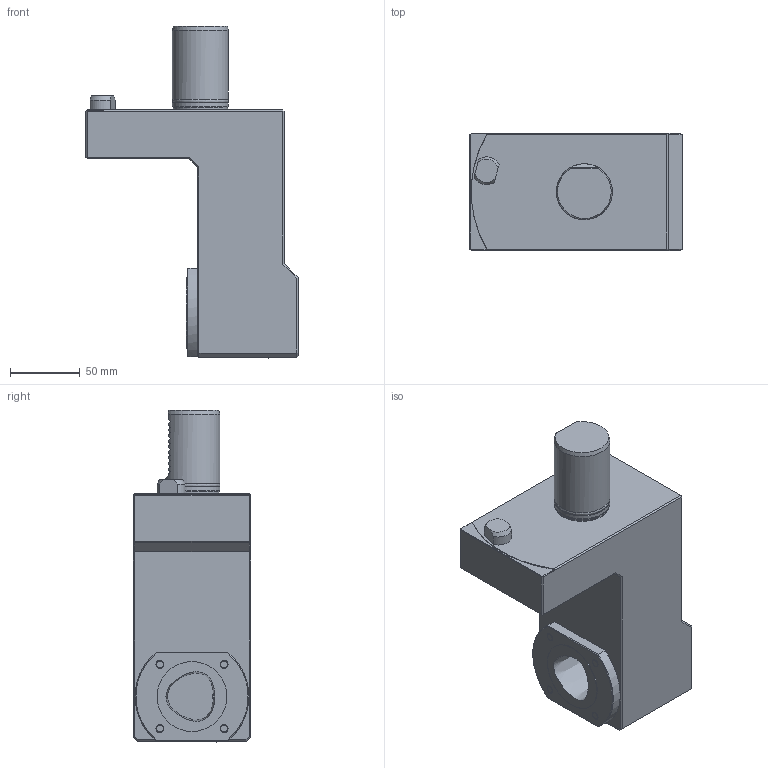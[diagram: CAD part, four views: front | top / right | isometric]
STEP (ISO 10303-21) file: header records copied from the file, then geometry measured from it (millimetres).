
FILE_DESCRIPTION(/* description */ (''),/* implementation_level */ '2;1');
FILE_NAME(/* name */ '1618581994967.stp',/* time_stamp */ '2021-04-16T16:06:42+02:00',/* author */ (''),/* organization */ ('SMS'),/* preprocessor_version */ 'ST-DEVELOPER v16.7',/* originating_system */ 'SIEMENS PLM Software NX 12.0',/* authorisation */ '');
FILE_SCHEMA (('AUTOMOTIVE_DESIGN { 1 0 10303 214 3 1 1 1 }'));
Length unit declared in the file: millimetre
Products named in the file (1): 203494349mod000_00
Bounding box: 152 x 84 x 237.55 mm (x, y, z)
Volume: 1291797.9 mm3; surface area: 96577.3 mm2
Topology: 1 solids, 1 shells, 136 faces, 319 edges, 202 vertices
Faces by surface type: plane 100, cylinder 22, sphere 5, cone 5, bspline 2, torus 2
Full cylindrical faces by diameter (mm): 3 x1, 36.5 x2, 39 x1, 40 x2, 50 x1
Entity records: 4019 total; most frequent: CARTESIAN_POINT 1097, DIRECTION 599, ORIENTED_EDGE 564, EDGE_CURVE 282, AXIS2_PLACEMENT_3D 214, VERTEX_POINT 188, LINE 171, VECTOR 171
